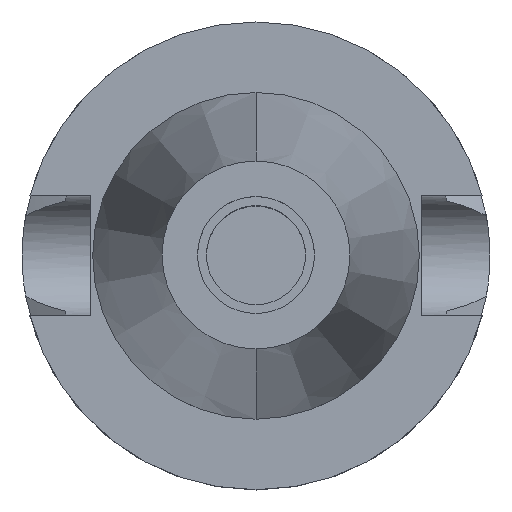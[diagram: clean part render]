
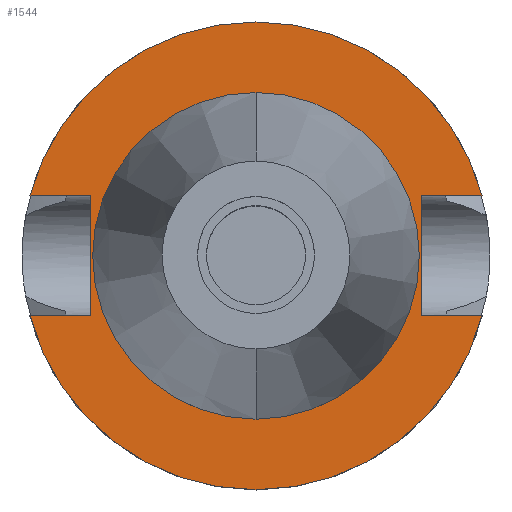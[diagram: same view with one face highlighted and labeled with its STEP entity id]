
A CAD part, top view. The second image highlights one B-rep face of the part: STEP entity #1544.
In plain terms, the highlighted planar face has unit normal (0, 0, 1).
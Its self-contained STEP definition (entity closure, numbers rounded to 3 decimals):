
#170=DIRECTION('',(0.,1.,0.));
#171=VECTOR('',#170,25.7);
#172=CARTESIAN_POINT('',(-35.4,-12.85,-3.));
#173=LINE('',#172,#171);
#177=DIRECTION('',(-1.,0.,0.));
#178=VECTOR('',#177,12.921);
#179=CARTESIAN_POINT('',(-35.4,12.85,-3.));
#180=LINE('',#179,#178);
#184=CARTESIAN_POINT('',(0.,0.,-3.));
#185=DIRECTION('',(0.,0.,-1.));
#186=DIRECTION('',(-0.966,0.257,0.));
#187=AXIS2_PLACEMENT_3D('',#184,#185,#186);
#192=CARTESIAN_POINT('',(0.,0.,-3.));
#193=DIRECTION('',(0.,0.,-1.));
#194=DIRECTION('',(0.,1.,0.));
#195=AXIS2_PLACEMENT_3D('',#192,#193,#194);
#200=DIRECTION('',(0.,-1.,0.));
#201=VECTOR('',#200,25.7);
#202=CARTESIAN_POINT('',(35.4,12.85,-3.));
#203=LINE('',#202,#201);
#207=DIRECTION('',(1.,0.,0.));
#208=VECTOR('',#207,12.921);
#209=CARTESIAN_POINT('',(35.4,-12.85,-3.));
#210=LINE('',#209,#208);
#214=CARTESIAN_POINT('',(0.,0.,-3.));
#215=DIRECTION('',(0.,0.,-1.));
#216=DIRECTION('',(0.966,-0.257,0.));
#217=AXIS2_PLACEMENT_3D('',#214,#215,#216);
#222=CARTESIAN_POINT('',(0.,0.,-3.));
#223=DIRECTION('',(0.,0.,-1.));
#224=DIRECTION('',(0.,-1.,0.));
#225=AXIS2_PLACEMENT_3D('',#222,#223,#224);
#230=CARTESIAN_POINT('',(0.,0.,-3.));
#231=DIRECTION('',(0.,0.,1.));
#232=DIRECTION('',(0.,1.,0.));
#233=AXIS2_PLACEMENT_3D('',#230,#231,#232);
#238=CARTESIAN_POINT('',(0.,0.,-3.));
#239=DIRECTION('',(0.,0.,1.));
#240=DIRECTION('',(0.,-1.,0.));
#241=AXIS2_PLACEMENT_3D('',#238,#239,#240);
#276=DIRECTION('',(-1.,0.,0.));
#277=VECTOR('',#276,12.921);
#278=CARTESIAN_POINT('',(-35.4,-12.85,-3.));
#279=LINE('',#278,#277);
#1009=DIRECTION('',(1.,0.,0.));
#1010=VECTOR('',#1009,12.921);
#1011=CARTESIAN_POINT('',(35.4,12.85,-3.));
#1012=LINE('',#1011,#1010);
#1192=CARTESIAN_POINT('',(0.,34.925,-3.));
#1193=VERTEX_POINT('',#1192);
#1194=CARTESIAN_POINT('',(0.,-34.925,-3.));
#1195=VERTEX_POINT('',#1194);
#1196=CARTESIAN_POINT('',(-35.4,-12.85,-3.));
#1197=CARTESIAN_POINT('',(-35.4,12.85,-3.));
#1198=VERTEX_POINT('',#1196);
#1199=VERTEX_POINT('',#1197);
#1200=CARTESIAN_POINT('',(-48.321,12.85,-3.));
#1201=VERTEX_POINT('',#1200);
#1202=CARTESIAN_POINT('',(0.,50.,-3.));
#1203=CARTESIAN_POINT('',(48.321,12.85,-3.));
#1204=VERTEX_POINT('',#1202);
#1205=VERTEX_POINT('',#1203);
#1206=CARTESIAN_POINT('',(35.4,12.85,-3.));
#1207=VERTEX_POINT('',#1206);
#1208=CARTESIAN_POINT('',(35.4,-12.85,-3.));
#1209=VERTEX_POINT('',#1208);
#1210=CARTESIAN_POINT('',(48.321,-12.85,-3.));
#1211=VERTEX_POINT('',#1210);
#1212=CARTESIAN_POINT('',(0.,-50.,-3.));
#1213=CARTESIAN_POINT('',(-48.321,-12.85,-3.));
#1214=VERTEX_POINT('',#1212);
#1215=VERTEX_POINT('',#1213);
#1513=CARTESIAN_POINT('',(0.,0.,-3.));
#1514=DIRECTION('',(0.,0.,-1.));
#1515=DIRECTION('',(0.,-1.,0.));
#1516=AXIS2_PLACEMENT_3D('',#1513,#1514,#1515);
#1517=PLANE('',#1516);
#1519=ORIENTED_EDGE('',*,*,#1518,.T.);
#1521=ORIENTED_EDGE('',*,*,#1520,.T.);
#1523=ORIENTED_EDGE('',*,*,#1522,.T.);
#1525=ORIENTED_EDGE('',*,*,#1524,.T.);
#1527=ORIENTED_EDGE('',*,*,#1526,.F.);
#1529=ORIENTED_EDGE('',*,*,#1528,.T.);
#1531=ORIENTED_EDGE('',*,*,#1530,.T.);
#1533=ORIENTED_EDGE('',*,*,#1532,.T.);
#1535=ORIENTED_EDGE('',*,*,#1534,.T.);
#1537=ORIENTED_EDGE('',*,*,#1536,.F.);
#1538=EDGE_LOOP('',(#1519,#1521,#1523,#1525,#1527,#1529,#1531,#1533,#1535,
#1537));
#1539=FACE_OUTER_BOUND('',#1538,.F.);
#1540=ORIENTED_EDGE('',*,*,#1495,.T.);
#1541=ORIENTED_EDGE('',*,*,#1506,.T.);
#1542=EDGE_LOOP('',(#1540,#1541));
#1543=FACE_BOUND('',#1542,.F.);
#188=CIRCLE('',#187,50.);
#196=CIRCLE('',#195,50.);
#218=CIRCLE('',#217,50.);
#226=CIRCLE('',#225,50.);
#234=CIRCLE('',#233,34.925);
#242=CIRCLE('',#241,34.925);
#1495=EDGE_CURVE('',#1193,#1195,#234,.T.);
#1506=EDGE_CURVE('',#1195,#1193,#242,.T.);
#1518=EDGE_CURVE('',#1198,#1199,#173,.T.);
#1520=EDGE_CURVE('',#1199,#1201,#180,.T.);
#1522=EDGE_CURVE('',#1201,#1204,#188,.T.);
#1524=EDGE_CURVE('',#1204,#1205,#196,.T.);
#1526=EDGE_CURVE('',#1207,#1205,#1012,.T.);
#1528=EDGE_CURVE('',#1207,#1209,#203,.T.);
#1530=EDGE_CURVE('',#1209,#1211,#210,.T.);
#1532=EDGE_CURVE('',#1211,#1214,#218,.T.);
#1534=EDGE_CURVE('',#1214,#1215,#226,.T.);
#1536=EDGE_CURVE('',#1198,#1215,#279,.T.);
#1544=ADVANCED_FACE('',(#1539,#1543),#1517,.F.);
